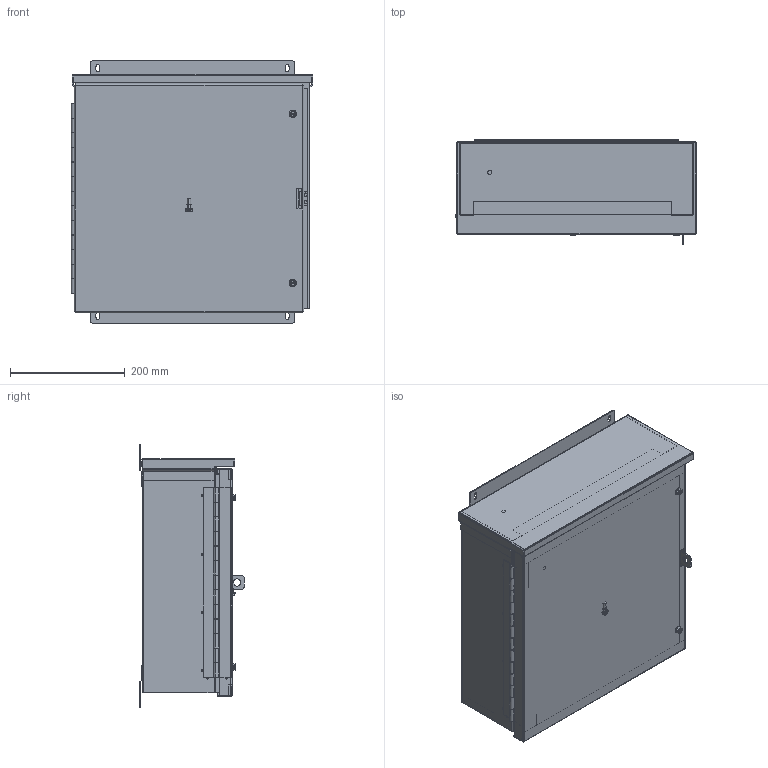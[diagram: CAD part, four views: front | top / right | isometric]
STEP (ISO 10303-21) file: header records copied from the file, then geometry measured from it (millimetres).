
FILE_DESCRIPTION (( 'STEP AP203' ), '1' );
FILE_NAME ('C3R16166HCR_Default.step', '2019-11-12T22:50:18', ( '' ), ( '' ), 'SwSTEP 2.0', 'SolidWorks 2019', '' );
FILE_SCHEMA (( 'CONFIG_CONTROL_DESIGN' ));
Length unit declared in the file: inch
Products named in the file (1): C3R16166HCR_Default
Bounding box: 420.54 x 182.81 x 457.2 mm (x, y, z)
Volume: 1298261.8 mm3; surface area: 1652367.5 mm2
Topology: 33 solids, 33 shells, 832 faces, 2102 edges, 1368 vertices
Faces by surface type: plane 475, cylinder 303, bspline 38, cone 16
Entity records: 25589 total; most frequent: CARTESIAN_POINT 5143, DIRECTION 4256, ORIENTED_EDGE 4204, EDGE_CURVE 2102, AXIS2_PLACEMENT_3D 1441, LINE 1374, VECTOR 1374, VERTEX_POINT 1368
